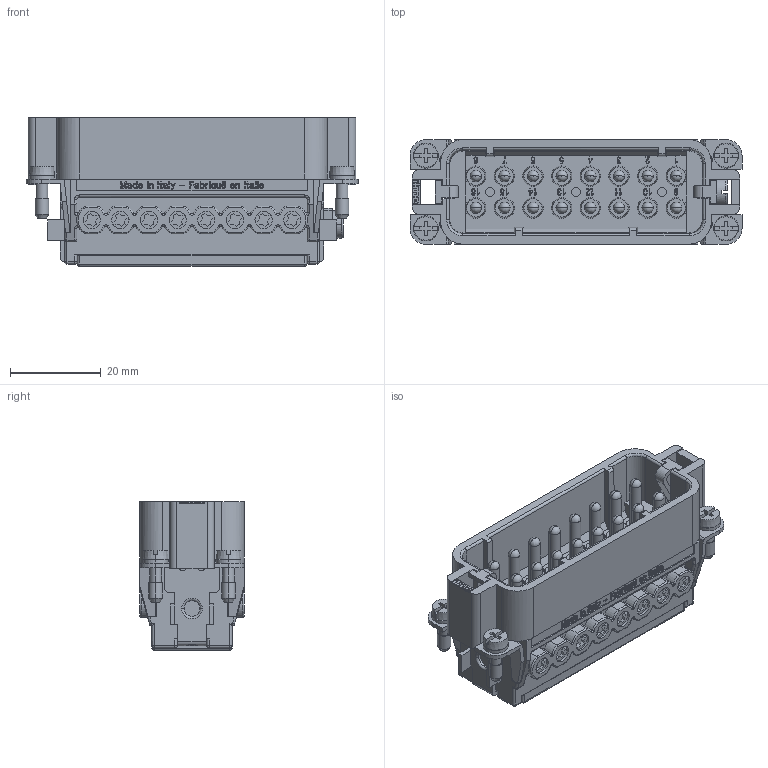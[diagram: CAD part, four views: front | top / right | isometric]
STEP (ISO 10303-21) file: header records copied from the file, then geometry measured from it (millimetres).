
FILE_DESCRIPTION(('Creo Elements/Direct Modeling STEP Export'),'2;1');
FILE_NAME('0lndqdl52po0dqk5096','2020-05-19T16:01:47',(''),(''),'Creo Elements/Direct Modeling STEP processor for AP214 (Solid Model)','Creo Elements/Direct Modeling 20.1B 02-Apr-2019 (C) Parametric Technology GmbH','');
FILE_SCHEMA(('AUTOMOTIVE_DESIGN { 1 0 10303 214 1 1 1 1 }'));
Products named in the file (2): CDAM_16
Assembly tree (1 placements, depth 2):
  CDAM_16
    CDAM_16
Bounding box: 73 x 23 x 32.7 mm (x, y, z)
Volume: 24905.6 mm3; surface area: 18698 mm2
Topology: 1 solids, 1 shells, 4490 faces, 12586 edges, 8272 vertices
Faces by surface type: plane 3623, cylinder 508, bspline 159, torus 124, cone 48, sphere 28
Entity records: 192275 total; most frequent: CARTESIAN_POINT 43996, ORIENTED_EDGE 25116, DIRECTION 20764, EDGE_CURVE 12558, VECTOR 10530, LINE 10530, VERTEX_POINT 8272, AXIS2_PLACEMENT_3D 5117
